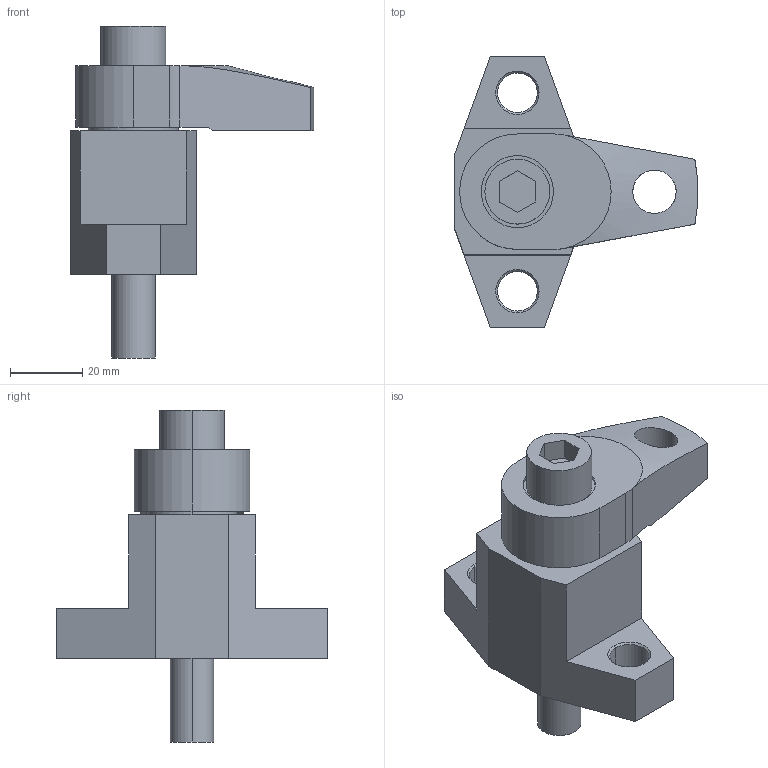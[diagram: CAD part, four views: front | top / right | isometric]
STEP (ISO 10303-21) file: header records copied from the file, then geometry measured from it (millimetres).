
FILE_DESCRIPTION (( 'STEP AP203' ), '1' );
FILE_NAME ('bj130-12150b1.STEP', '2021-10-25T01:08:55', ( '' ), ( '' ), 'SwSTEP 2.0', 'SolidWorks 2020', '' );
FILE_SCHEMA (( 'CONFIG_CONTROL_DESIGN' ));
Length unit declared in the file: millimetre
Products named in the file (4): bj130-12150b1; bj130-12150b1_02; bj130-12150b1_01; bj130-12150b1_03
Assembly tree (3 placements, depth 2):
  bj130-12150b1
    bj130-12150b1_01
    bj130-12150b1_02
    bj130-12150b1_03
Bounding box: 67.5 x 75 x 92 mm (x, y, z)
Volume: 86271.9 mm3; surface area: 29016.1 mm2
Topology: 3 solids, 3 shells, 71 faces, 169 edges, 108 vertices
Faces by surface type: plane 33, cylinder 24, cone 14
Entity records: 2591 total; most frequent: CARTESIAN_POINT 477, DIRECTION 374, ORIENTED_EDGE 338, EDGE_CURVE 169, AXIS2_PLACEMENT_3D 136, VERTEX_POINT 108, VECTOR 102, LINE 102
